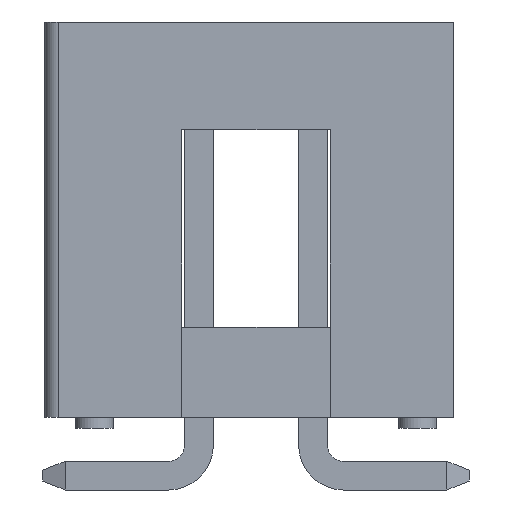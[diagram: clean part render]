
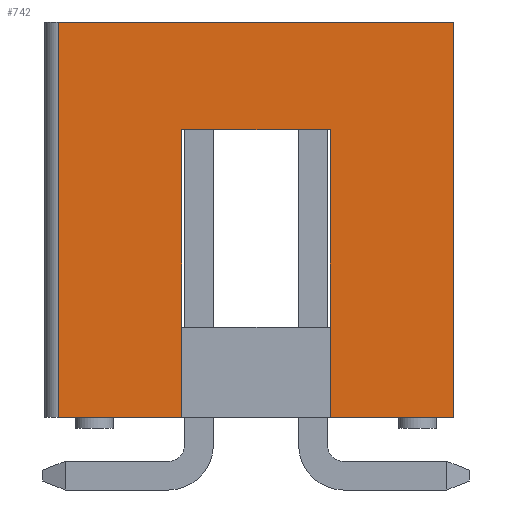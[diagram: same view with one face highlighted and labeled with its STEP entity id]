
A CAD part, left-side view. The second image highlights one B-rep face of the part: STEP entity #742.
In plain terms, the highlighted planar face has unit normal (-1, 0, 0).
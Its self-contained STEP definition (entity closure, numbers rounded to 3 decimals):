
#742 = ADVANCED_FACE( '', ( #1495 ), #1496, .T. );
#1495 = FACE_OUTER_BOUND( '', #2328, .T. );
#1496 = PLANE( '', #2329 );
#2328 = EDGE_LOOP( '', ( #3764, #3765, #3766, #3767, #3768, #3769, #3770, #3771 ) );
#2329 = AXIS2_PLACEMENT_3D( '', #3772, #3773, #3774 );
#3764 = ORIENTED_EDGE( '', *, *, #5356, .T. );
#3765 = ORIENTED_EDGE( '', *, *, #5584, .T. );
#3766 = ORIENTED_EDGE( '', *, *, #5230, .F. );
#3767 = ORIENTED_EDGE( '', *, *, #5329, .T. );
#3768 = ORIENTED_EDGE( '', *, *, #5585, .T. );
#3769 = ORIENTED_EDGE( '', *, *, #5586, .F. );
#3770 = ORIENTED_EDGE( '', *, *, #5234, .F. );
#3771 = ORIENTED_EDGE( '', *, *, #5587, .F. );
#3772 = CARTESIAN_POINT( '', ( -19.05, -4.4, -4.4 ) );
#3773 = DIRECTION( '', ( -1., 0., 0. ) );
#3774 = DIRECTION( '', ( 0., 0., 1. ) );
#5230 = EDGE_CURVE( '', #6242, #6244, #6245, .T. );
#5234 = EDGE_CURVE( '', #6250, #6252, #6253, .T. );
#5329 = EDGE_CURVE( '', #6242, #6418, #6420, .T. );
#5356 = EDGE_CURVE( '', #6462, #6463, #6464, .T. );
#5584 = EDGE_CURVE( '', #6463, #6244, #6783, .T. );
#5585 = EDGE_CURVE( '', #6418, #6784, #6785, .T. );
#5586 = EDGE_CURVE( '', #6252, #6784, #6786, .T. );
#5587 = EDGE_CURVE( '', #6462, #6250, #6787, .T. );
#6242 = VERTEX_POINT( '', #7639 );
#6244 = VERTEX_POINT( '', #7642 );
#6245 = LINE( '', #7643, #7644 );
#6250 = VERTEX_POINT( '', #7651 );
#6252 = VERTEX_POINT( '', #7654 );
#6253 = LINE( '', #7655, #7656 );
#6418 = VERTEX_POINT( '', #7906 );
#6420 = LINE( '', #7909, #7910 );
#6462 = VERTEX_POINT( '', #7971 );
#6463 = VERTEX_POINT( '', #7972 );
#6464 = LINE( '', #7973, #7974 );
#6783 = LINE( '', #8454, #8455 );
#6784 = VERTEX_POINT( '', #8456 );
#6785 = LINE( '', #8457, #8458 );
#6786 = LINE( '', #8459, #8460 );
#6787 = LINE( '', #8461, #8462 );
#7639 = CARTESIAN_POINT( '', ( -19.05, -4.4, -4.4 ) );
#7642 = CARTESIAN_POINT( '', ( -19.05, -1.65, -4.4 ) );
#7643 = CARTESIAN_POINT( '', ( -19.05, -4.4, -4.4 ) );
#7644 = VECTOR( '', #9211, 1000. );
#7651 = CARTESIAN_POINT( '', ( -19.05, 1.65, -4.4 ) );
#7654 = CARTESIAN_POINT( '', ( -19.05, 4.4, -4.4 ) );
#7655 = CARTESIAN_POINT( '', ( -19.05, -4.4, -4.4 ) );
#7656 = VECTOR( '', #9215, 1000. );
#7906 = CARTESIAN_POINT( '', ( -19.05, -4.4, 4.4 ) );
#7909 = CARTESIAN_POINT( '', ( -19.05, -4.4, -4.4 ) );
#7910 = VECTOR( '', #9305, 1000. );
#7971 = CARTESIAN_POINT( '', ( -19.05, 1.65, 2. ) );
#7972 = CARTESIAN_POINT( '', ( -19.05, -1.65, 2. ) );
#7973 = CARTESIAN_POINT( '', ( -19.05, 1.65, 2. ) );
#7974 = VECTOR( '', #9325, 1000. );
#8454 = CARTESIAN_POINT( '', ( -19.05, -1.65, 2. ) );
#8455 = VECTOR( '', #9496, 1000. );
#8456 = CARTESIAN_POINT( '', ( -19.05, 4.4, 4.4 ) );
#8457 = CARTESIAN_POINT( '', ( -19.05, -4.4, 4.4 ) );
#8458 = VECTOR( '', #9497, 1000. );
#8459 = CARTESIAN_POINT( '', ( -19.05, 4.4, -4.4 ) );
#8460 = VECTOR( '', #9498, 1000. );
#8461 = CARTESIAN_POINT( '', ( -19.05, 1.65, 2. ) );
#8462 = VECTOR( '', #9499, 1000. );
#9211 = DIRECTION( '', ( 0., 1., 0. ) );
#9215 = DIRECTION( '', ( 0., 1., 0. ) );
#9305 = DIRECTION( '', ( 0., 0., 1. ) );
#9325 = DIRECTION( '', ( 0., -1., 0. ) );
#9496 = DIRECTION( '', ( 0., 0., -1. ) );
#9497 = DIRECTION( '', ( 0., 1., 0. ) );
#9498 = DIRECTION( '', ( 0., 0., 1. ) );
#9499 = DIRECTION( '', ( 0., 0., -1. ) );
